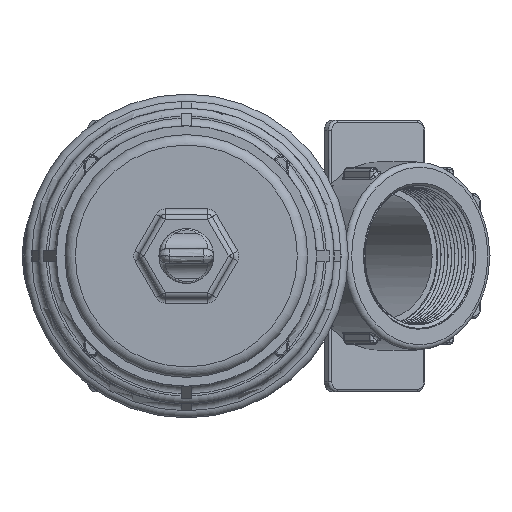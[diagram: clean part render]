
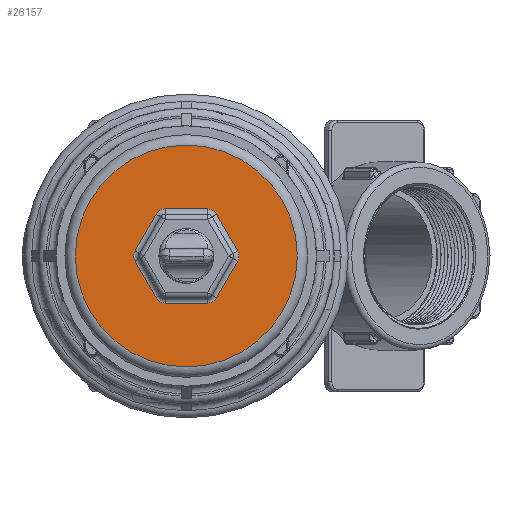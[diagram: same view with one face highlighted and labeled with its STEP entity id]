
A CAD part, front view. The second image highlights one B-rep face of the part: STEP entity #26157.
In plain terms, the highlighted face is planar.
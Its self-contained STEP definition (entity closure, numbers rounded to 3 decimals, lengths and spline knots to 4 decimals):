
#1012=FACE_BOUND('',#4545,.T.);
#1501=PLANE('',#28913);
#2907=FACE_OUTER_BOUND('',#4544,.T.);
#4544=EDGE_LOOP('',(#22397));
#4545=EDGE_LOOP('',(#22398,#22399,#22400,#22401,#22402,#22403,#22404,#22405,
#22406,#22407,#22408,#22409));
#5734=CIRCLE('',#28880,0.25);
#5738=CIRCLE('',#28886,0.25);
#5742=CIRCLE('',#28892,0.25);
#5745=CIRCLE('',#28897,0.25);
#5748=CIRCLE('',#28902,0.25);
#5751=CIRCLE('',#28907,0.25);
#5752=CIRCLE('',#28914,2.655);
#8151=LINE('',#61995,#9693);
#8152=LINE('',#62006,#9694);
#8154=LINE('',#62017,#9696);
#8156=LINE('',#62026,#9698);
#8157=LINE('',#62034,#9699);
#8158=LINE('',#62042,#9700);
#9693=VECTOR('',#34836,0.3937);
#9694=VECTOR('',#34849,0.3937);
#9696=VECTOR('',#34863,0.3937);
#9698=VECTOR('',#34875,0.3937);
#9699=VECTOR('',#34886,0.3937);
#9700=VECTOR('',#34897,0.3937);
#11923=VERTEX_POINT('',#61988);
#11926=VERTEX_POINT('',#61993);
#11928=VERTEX_POINT('',#61998);
#11930=VERTEX_POINT('',#62004);
#11932=VERTEX_POINT('',#62010);
#11933=VERTEX_POINT('',#62015);
#11934=VERTEX_POINT('',#62020);
#11935=VERTEX_POINT('',#62024);
#11936=VERTEX_POINT('',#62028);
#11937=VERTEX_POINT('',#62032);
#11938=VERTEX_POINT('',#62036);
#11939=VERTEX_POINT('',#62040);
#11940=VERTEX_POINT('',#62057);
#15512=EDGE_CURVE('',#11926,#11923,#8151,.T.);
#15514=EDGE_CURVE('',#11928,#11926,#5734,.T.);
#15517=EDGE_CURVE('',#11930,#11928,#8152,.T.);
#15520=EDGE_CURVE('',#11932,#11930,#5738,.T.);
#15523=EDGE_CURVE('',#11933,#11932,#8154,.T.);
#15526=EDGE_CURVE('',#11934,#11933,#5742,.T.);
#15528=EDGE_CURVE('',#11935,#11934,#8156,.T.);
#15530=EDGE_CURVE('',#11936,#11935,#5745,.T.);
#15532=EDGE_CURVE('',#11937,#11936,#8157,.T.);
#15534=EDGE_CURVE('',#11938,#11937,#5748,.T.);
#15536=EDGE_CURVE('',#11939,#11938,#8158,.T.);
#15538=EDGE_CURVE('',#11923,#11939,#5751,.T.);
#15544=EDGE_CURVE('',#11940,#11940,#5752,.T.);
#22397=ORIENTED_EDGE('',*,*,#15544,.T.);
#22398=ORIENTED_EDGE('',*,*,#15512,.F.);
#22399=ORIENTED_EDGE('',*,*,#15514,.F.);
#22400=ORIENTED_EDGE('',*,*,#15517,.F.);
#22401=ORIENTED_EDGE('',*,*,#15520,.F.);
#22402=ORIENTED_EDGE('',*,*,#15523,.F.);
#22403=ORIENTED_EDGE('',*,*,#15526,.F.);
#22404=ORIENTED_EDGE('',*,*,#15528,.F.);
#22405=ORIENTED_EDGE('',*,*,#15530,.F.);
#22406=ORIENTED_EDGE('',*,*,#15532,.F.);
#22407=ORIENTED_EDGE('',*,*,#15534,.F.);
#22408=ORIENTED_EDGE('',*,*,#15536,.F.);
#22409=ORIENTED_EDGE('',*,*,#15538,.F.);
#26157=ADVANCED_FACE('',(#2907,#1012),#1501,.T.);
#28880=AXIS2_PLACEMENT_3D('',#62000,#34841,#34842);
#28886=AXIS2_PLACEMENT_3D('',#62012,#34855,#34856);
#28892=AXIS2_PLACEMENT_3D('',#62022,#34869,#34870);
#28897=AXIS2_PLACEMENT_3D('',#62030,#34880,#34881);
#28902=AXIS2_PLACEMENT_3D('',#62038,#34891,#34892);
#28907=AXIS2_PLACEMENT_3D('',#62045,#34902,#34903);
#28913=AXIS2_PLACEMENT_3D('',#62056,#34919,#34920);
#28914=AXIS2_PLACEMENT_3D('',#62058,#34921,#34922);
#34836=DIRECTION('',(-1.,0.,0.));
#34841=DIRECTION('center_axis',(0.,1.,0.));
#34842=DIRECTION('ref_axis',(0.5,0.,-0.866));
#34849=DIRECTION('',(-0.5,0.,-0.866));
#34855=DIRECTION('center_axis',(0.,1.,0.));
#34856=DIRECTION('ref_axis',(1.,0.,0.));
#34863=DIRECTION('',(0.5,0.,-0.866));
#34869=DIRECTION('center_axis',(0.,1.,0.));
#34870=DIRECTION('ref_axis',(0.5,0.,0.866));
#34875=DIRECTION('',(1.,0.,0.));
#34880=DIRECTION('center_axis',(0.,1.,0.));
#34881=DIRECTION('ref_axis',(-0.5,0.,0.866));
#34886=DIRECTION('',(0.5,0.,0.866));
#34891=DIRECTION('center_axis',(0.,1.,0.));
#34892=DIRECTION('ref_axis',(-1.,0.,0.));
#34897=DIRECTION('',(-0.5,0.,0.866));
#34902=DIRECTION('center_axis',(0.,1.,0.));
#34903=DIRECTION('ref_axis',(-0.5,0.,-0.866));
#34919=DIRECTION('center_axis',(0.,1.,0.));
#34920=DIRECTION('ref_axis',(0.,0.,1.));
#34921=DIRECTION('center_axis',(0.,1.,0.));
#34922=DIRECTION('ref_axis',(-1.,0.,0.));
#61988=CARTESIAN_POINT('',(-0.5052,0.,-1.125));
#61993=CARTESIAN_POINT('',(0.5052,0.,-1.125));
#61995=CARTESIAN_POINT('',(-0.9524,0.,-1.125));
#61998=CARTESIAN_POINT('',(0.7217,0.,-1.));
#62000=CARTESIAN_POINT('Origin',(0.5052,0.,
-0.875));
#62004=CARTESIAN_POINT('',(1.2269,0.,-0.125));
#62006=CARTESIAN_POINT('',(0.664,0.,-1.0999));
#62010=CARTESIAN_POINT('',(1.2269,0.,0.125));
#62012=CARTESIAN_POINT('Origin',(1.0104,0.,
0.));
#62015=CARTESIAN_POINT('',(0.7217,0.,1.));
#62017=CARTESIAN_POINT('',(0.9527,0.,0.5999));
#62020=CARTESIAN_POINT('',(0.5052,0.,1.125));
#62022=CARTESIAN_POINT('Origin',(0.5052,0.,
0.875));
#62024=CARTESIAN_POINT('',(-0.5052,0.,1.125));
#62026=CARTESIAN_POINT('',(-0.3751,0.,1.125));
#62028=CARTESIAN_POINT('',(-0.7217,0.,1.));
#62030=CARTESIAN_POINT('Origin',(-0.5052,0.,
0.875));
#62032=CARTESIAN_POINT('',(-1.2269,0.,0.125));
#62034=CARTESIAN_POINT('',(-0.9959,0.,0.5251));
#62036=CARTESIAN_POINT('',(-1.2269,0.,-0.125));
#62038=CARTESIAN_POINT('Origin',(-1.0104,0.,
0.));
#62040=CARTESIAN_POINT('',(-0.7217,0.,-1.));
#62042=CARTESIAN_POINT('',(-1.2846,0.,-0.0251));
#62045=CARTESIAN_POINT('Origin',(-0.5052,0.,
-0.875));
#62056=CARTESIAN_POINT('Origin',(-1.3275,0.,0.));
#62057=CARTESIAN_POINT('',(0.,0.,-2.655));
#62058=CARTESIAN_POINT('Origin',(0.,0.,0.));
